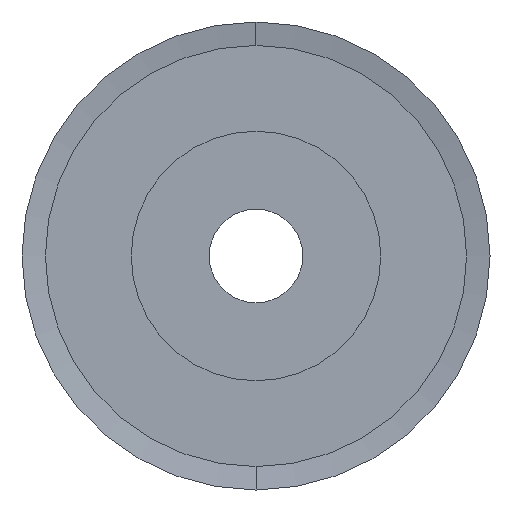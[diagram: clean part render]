
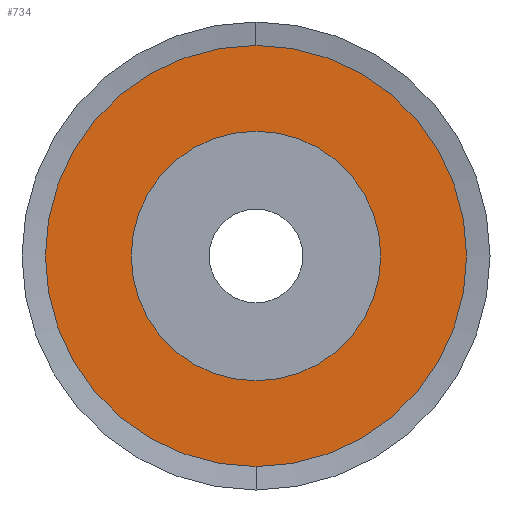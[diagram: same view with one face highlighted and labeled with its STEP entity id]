
A CAD part, left-side view. The second image highlights one B-rep face of the part: STEP entity #734.
In plain terms, the highlighted planar face has unit normal (-1, 0, 0).
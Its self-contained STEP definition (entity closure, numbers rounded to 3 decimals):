
#734=ADVANCED_FACE('',(#1471,#1472),#1473,.T.);
#1471=FACE_OUTER_BOUND('',#2208,.T.);
#1472=FACE_BOUND('',#2209,.T.);
#1473=PLANE('',#2210);
#2208=EDGE_LOOP('',(#4536,#4537));
#2209=EDGE_LOOP('',(#4538,#4539));
#2210=AXIS2_PLACEMENT_3D('',#4540,#4541,#4542);
#4536=ORIENTED_EDGE('',*,*,#5519,.F.);
#4537=ORIENTED_EDGE('',*,*,#4611,.F.);
#4538=ORIENTED_EDGE('',*,*,#5520,.F.);
#4539=ORIENTED_EDGE('',*,*,#4601,.F.);
#4540=CARTESIAN_POINT('',(-10.75,0.0,-10.75));
#4541=DIRECTION('',(-1.0,0.0,0.0));
#4542=DIRECTION('',(0.0,0.0,1.0));
#4601=EDGE_CURVE('',#5546,#5542,#5548,.T.);
#4611=EDGE_CURVE('',#5562,#5559,#5564,.T.);
#5519=EDGE_CURVE('',#5559,#5562,#6920,.T.);
#5520=EDGE_CURVE('',#5542,#5546,#6921,.T.);
#5542=VERTEX_POINT('',#6945);
#5546=VERTEX_POINT('',#6950);
#5548=CIRCLE('',#6953,8.0);
#5559=VERTEX_POINT('',#6966);
#5562=VERTEX_POINT('',#6970);
#5564=CIRCLE('',#6973,13.5);
#6920=CIRCLE('',#8664,13.5);
#6921=CIRCLE('',#8665,8.0);
#6945=CARTESIAN_POINT('',(-10.75,0.0,-8.0));
#6950=CARTESIAN_POINT('',(-10.75,0.,8.0));
#6953=AXIS2_PLACEMENT_3D('',#8689,#8690,#8691);
#6966=CARTESIAN_POINT('',(-10.75,0.0,-13.5));
#6970=CARTESIAN_POINT('',(-10.75,0.,13.5));
#6973=AXIS2_PLACEMENT_3D('',#8705,#8706,#8707);
#8664=AXIS2_PLACEMENT_3D('',#10066,#10067,#10068);
#8665=AXIS2_PLACEMENT_3D('',#10069,#10070,#10071);
#8689=CARTESIAN_POINT('',(-10.75,0.0,0.0));
#8690=DIRECTION('',(-1.0,0.0,0.0));
#8691=DIRECTION('',(0.0,0.0,-1.0));
#8705=CARTESIAN_POINT('',(-10.75,0.0,0.0));
#8706=DIRECTION('',(1.0,0.0,0.0));
#8707=DIRECTION('',(0.0,0.0,-1.0));
#10066=CARTESIAN_POINT('',(-10.75,0.0,0.0));
#10067=DIRECTION('',(1.0,0.0,0.0));
#10068=DIRECTION('',(0.0,0.0,-1.0));
#10069=CARTESIAN_POINT('',(-10.75,0.0,0.0));
#10070=DIRECTION('',(-1.0,0.0,0.0));
#10071=DIRECTION('',(0.0,0.0,-1.0));
